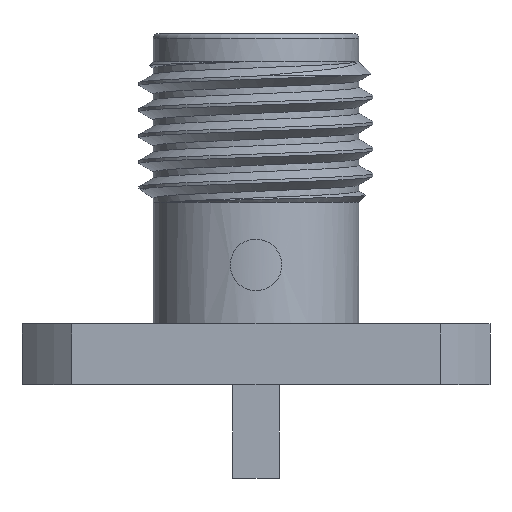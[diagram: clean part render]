
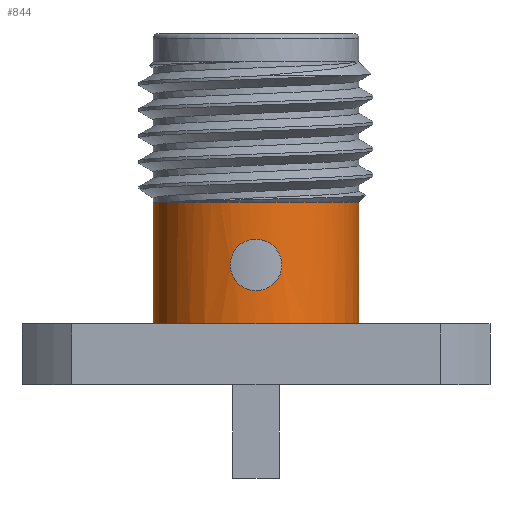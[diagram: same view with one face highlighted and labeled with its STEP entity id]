
A CAD part, front view. The second image highlights one B-rep face of the part: STEP entity #844.
In plain terms, the highlighted cylindrical face has radius 2.791 mm (diameter 5.582 mm), a partial arc.
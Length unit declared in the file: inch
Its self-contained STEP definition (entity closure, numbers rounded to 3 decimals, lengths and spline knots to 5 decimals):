
#58 = CARTESIAN_POINT ( 'NONE',  ( -0.10988, 0., 0.13 ) ) ;
#147 = VERTEX_POINT ( 'NONE', #4183 ) ;
#206 = ORIENTED_EDGE ( 'NONE', *, *, #1102, .T. ) ;
#227 = CARTESIAN_POINT ( 'NONE',  ( 0.07117, -0.08458, 0.13 ) ) ;
#246 = CARTESIAN_POINT ( 'NONE',  ( 0.01718, -0.1092, 0.13 ) ) ;
#291 = CARTESIAN_POINT ( 'NONE',  ( -0.09487, -0.05545, 0.13 ) ) ;
#385 = CARTESIAN_POINT ( 'NONE',  ( 0., -0.10989, 0.03548 ) ) ;
#434 = EDGE_CURVE ( 'NONE', #1037, #1283, #1815, .T. ) ;
#441 = FACE_OUTER_BOUND ( 'NONE', #3924, .T. ) ;
#506 = CARTESIAN_POINT ( 'NONE',  ( 0.08, -0.07628, 0.13 ) ) ;
#547 = CARTESIAN_POINT ( 'NONE',  ( 0.10989, 0., 0.13 ) ) ;
#571 = CARTESIAN_POINT ( 'NONE',  ( -0.09487, -0.05545, 0.13 ) ) ;
#648 = CARTESIAN_POINT ( 'NONE',  ( -0.02752, -0.10639, 0.07019 ) ) ;
#695 = CARTESIAN_POINT ( 'NONE',  ( -0.00001, -0.10989, 0.09052 ) ) ;
#697 = VERTEX_POINT ( 'NONE', #944 ) ;
#700 = CARTESIAN_POINT ( 'NONE',  ( 0.01691, -0.10861, 0.08501 ) ) ;
#774 = DIRECTION ( 'NONE',  ( 0., 0., 1. ) ) ;
#818 = CARTESIAN_POINT ( 'NONE',  ( -0.10989, 0., -0.02 ) ) ;
#823 = CARTESIAN_POINT ( 'NONE',  ( -0.09487, -0.05545, 0.13 ) ) ;
#844 = ADVANCED_FACE ( 'NONE', ( #441, #3677 ), #3654, .T. ) ;
#876 = CARTESIAN_POINT ( 'NONE',  ( -0.10989, 0., 0. ) ) ;
#879 = DIRECTION ( 'NONE',  ( 0., 0., 1. ) ) ;
#934 = ORIENTED_EDGE ( 'NONE', *, *, #1593, .T. ) ;
#944 = CARTESIAN_POINT ( 'NONE',  ( -0.10988, 0., 0.13 ) ) ;
#947 = CARTESIAN_POINT ( 'NONE',  ( -0.01691, -0.10861, 0.08501 ) ) ;
#967 = CARTESIAN_POINT ( 'NONE',  ( -0.09986, -0.04689, 0.12997 ) ) ;
#1015 = CARTESIAN_POINT ( 'NONE',  ( -0.01389, -0.10906, 0.03897 ) ) ;
#1037 = VERTEX_POINT ( 'NONE', #2790 ) ;
#1102 = EDGE_CURVE ( 'NONE', #4109, #1037, #1607, .T. ) ;
#1191 = CARTESIAN_POINT ( 'NONE',  ( 0., 0., 0. ) ) ;
#1214 = CARTESIAN_POINT ( 'NONE',  ( 0.10989, 0., -0.02 ) ) ;
#1263 = CARTESIAN_POINT ( 'NONE',  ( -0.02452, -0.10724, 0.0486 ) ) ;
#1268 = CARTESIAN_POINT ( 'NONE',  ( 0.02752, -0.10639, 0.07028 ) ) ;
#1283 = VERTEX_POINT ( 'NONE', #1974 ) ;
#1328 = CARTESIAN_POINT ( 'NONE',  ( -0.02456, -0.10723, 0.07736 ) ) ;
#1332 = CARTESIAN_POINT ( 'NONE',  ( 0.0073, -0.10989, 0.03548 ) ) ;
#1391 = DIRECTION ( 'NONE',  ( 1., 0., 0. ) ) ;
#1416 = CARTESIAN_POINT ( 'NONE',  ( 0., 0., -0.02 ) ) ;
#1438 = EDGE_CURVE ( 'NONE', #3337, #1283, #1615, .T. ) ;
#1487 = ORIENTED_EDGE ( 'NONE', *, *, #1887, .F. ) ;
#1585 = CARTESIAN_POINT ( 'NONE',  ( -0.10369, -0.03765, 0.12994 ) ) ;
#1593 = EDGE_CURVE ( 'NONE', #1600, #147, #2912, .T. ) ;
#1600 = VERTEX_POINT ( 'NONE', #3623 ) ;
#1607 = CIRCLE ( 'NONE', #1680, 0.10989 ) ;
#1615 = B_SPLINE_CURVE_WITH_KNOTS ( 'NONE', 3,
 ( #823, #2444, #1846, #3805, #2147, #4147, #1805, #2128, #246, #3077, #4104, #227, #506, #3425, #3722, #3157, #2480, #547 ),
 .UNSPECIFIED., .F., .F.,
 ( 4, 2, 2, 2, 2, 2, 2, 2, 4 ),
 ( 0., 0.06931, 0.13863, 0.20794, 0.27726, 0.34657, 0.41588, 0.4852, 0.55451 ),
 .UNSPECIFIED. ) ;
#1652 = CARTESIAN_POINT ( 'NONE',  ( 0., -0.10989, 0.03548 ) ) ;
#1680 = AXIS2_PLACEMENT_3D ( 'NONE', #1191, #879, #1797 ) ;
#1702 = CARTESIAN_POINT ( 'NONE',  ( -0.00001, -0.10989, 0.09052 ) ) ;
#1797 = DIRECTION ( 'NONE',  ( -1., 0., 0. ) ) ;
#1805 = CARTESIAN_POINT ( 'NONE',  ( -0.01876, -0.10893, 0.13 ) ) ;
#1815 = LINE ( 'NONE', #1214, #2693 ) ;
#1846 = CARTESIAN_POINT ( 'NONE',  ( -0.0811, -0.07511, 0.13 ) ) ;
#1855 = EDGE_CURVE ( 'NONE', #147, #1600, #2968, .T. ) ;
#1887 = EDGE_CURVE ( 'NONE', #697, #3337, #2011, .T. ) ;
#1974 = CARTESIAN_POINT ( 'NONE',  ( 0.10989, 0., 0.13 ) ) ;
#1982 = CARTESIAN_POINT ( 'NONE',  ( -0.00724, -0.1097, 0.08979 ) ) ;
#1987 = CARTESIAN_POINT ( 'NONE',  ( 0.02452, -0.10724, 0.04861 ) ) ;
#2011 = B_SPLINE_CURVE_WITH_KNOTS ( 'NONE', 3,
 ( #58, #2588, #3203, #1585, #967, #291 ),
 .UNSPECIFIED., .F., .F.,
 ( 4, 2, 4 ),
 ( 0.66343, 0.83172, 1. ),
 .UNSPECIFIED. ) ;
#2128 = CARTESIAN_POINT ( 'NONE',  ( 0.00512, -0.11042, 0.13 ) ) ;
#2147 = CARTESIAN_POINT ( 'NONE',  ( -0.05271, -0.09716, 0.13 ) ) ;
#2302 = CARTESIAN_POINT ( 'NONE',  ( 0.02452, -0.10724, 0.0774 ) ) ;
#2320 = CARTESIAN_POINT ( 'NONE',  ( -0.00361, -0.10989, 0.09052 ) ) ;
#2354 = EDGE_LOOP ( 'NONE', ( #3114, #934 ) ) ;
#2444 = CARTESIAN_POINT ( 'NONE',  ( -0.08883, -0.06578, 0.13 ) ) ;
#2480 = CARTESIAN_POINT ( 'NONE',  ( 0.10989, -0.01196, 0.13 ) ) ;
#2487 = ORIENTED_EDGE ( 'NONE', *, *, #3003, .F. ) ;
#2491 = DIRECTION ( 'NONE',  ( 0., 0., 1. ) ) ;
#2588 = CARTESIAN_POINT ( 'NONE',  ( -0.10988, -0.00925, 0.12995 ) ) ;
#2608 = CARTESIAN_POINT ( 'NONE',  ( -0.00723, -0.1097, 0.03621 ) ) ;
#2691 = LINE ( 'NONE', #818, #3388 ) ;
#2693 = VECTOR ( 'NONE', #2491, 39.37008 ) ;
#2751 = ORIENTED_EDGE ( 'NONE', *, *, #1438, .F. ) ;
#2790 = CARTESIAN_POINT ( 'NONE',  ( 0.10989, 0., 0. ) ) ;
#2912 = B_SPLINE_CURVE_WITH_KNOTS ( 'NONE', 3,
 ( #1702, #3561, #3898, #2929, #700, #2302, #1268, #3230, #1987, #4216, #1332, #385 ),
 .UNSPECIFIED., .F., .F.,
 ( 4, 2, 2, 2, 2, 4 ),
 ( 0.00219, 0.00247, 0.00274, 0.00329, 0.00384, 0.00439 ),
 .UNSPECIFIED. ) ;
#2929 = CARTESIAN_POINT ( 'NONE',  ( 0.01386, -0.10906, 0.08705 ) ) ;
#2968 = B_SPLINE_CURVE_WITH_KNOTS ( 'NONE', 3,
 ( #1652, #3599, #2608, #1015, #3636, #1263, #3962, #648, #1328, #947, #3618, #1982, #2320, #695 ),
 .UNSPECIFIED., .F., .F.,
 ( 4, 2, 2, 2, 2, 2, 4 ),
 ( 0., 0.00027, 0.00055, 0.0011, 0.00165, 0.00192, 0.00219 ),
 .UNSPECIFIED. ) ;
#3003 = EDGE_CURVE ( 'NONE', #4109, #697, #2691, .T. ) ;
#3077 = CARTESIAN_POINT ( 'NONE',  ( 0.04027, -0.10294, 0.13 ) ) ;
#3114 = ORIENTED_EDGE ( 'NONE', *, *, #1855, .T. ) ;
#3157 = CARTESIAN_POINT ( 'NONE',  ( 0.10792, -0.02392, 0.13 ) ) ;
#3203 = CARTESIAN_POINT ( 'NONE',  ( -0.10869, -0.01882, 0.12993 ) ) ;
#3230 = CARTESIAN_POINT ( 'NONE',  ( 0.02752, -0.10639, 0.05575 ) ) ;
#3337 = VERTEX_POINT ( 'NONE', #571 ) ;
#3388 = VECTOR ( 'NONE', #4039, 39.37008 ) ;
#3425 = CARTESIAN_POINT ( 'NONE',  ( 0.09454, -0.05728, 0.13 ) ) ;
#3452 = AXIS2_PLACEMENT_3D ( 'NONE', #1416, #774, #1391 ) ;
#3561 = CARTESIAN_POINT ( 'NONE',  ( 0.00359, -0.10989, 0.09052 ) ) ;
#3599 = CARTESIAN_POINT ( 'NONE',  ( -0.00365, -0.10989, 0.03548 ) ) ;
#3618 = CARTESIAN_POINT ( 'NONE',  ( -0.01388, -0.10906, 0.08703 ) ) ;
#3623 = CARTESIAN_POINT ( 'NONE',  ( -0.00001, -0.10989, 0.09052 ) ) ;
#3636 = CARTESIAN_POINT ( 'NONE',  ( -0.01694, -0.10861, 0.04102 ) ) ;
#3654 = CYLINDRICAL_SURFACE ( 'NONE', #3452, 0.10989 ) ;
#3677 = FACE_BOUND ( 'NONE', #2354, .T. ) ;
#3722 = CARTESIAN_POINT ( 'NONE',  ( 0.10024, -0.04658, 0.13 ) ) ;
#3805 = CARTESIAN_POINT ( 'NONE',  ( -0.06304, -0.0908, 0.13 ) ) ;
#3895 = ORIENTED_EDGE ( 'NONE', *, *, #434, .T. ) ;
#3898 = CARTESIAN_POINT ( 'NONE',  ( 0.00722, -0.1097, 0.0898 ) ) ;
#3924 = EDGE_LOOP ( 'NONE', ( #2487, #206, #3895, #2751, #1487 ) ) ;
#3962 = CARTESIAN_POINT ( 'NONE',  ( -0.02752, -0.10639, 0.05577 ) ) ;
#4039 = DIRECTION ( 'NONE',  ( 0., 0., 1. ) ) ;
#4104 = CARTESIAN_POINT ( 'NONE',  ( 0.0513, -0.09791, 0.13 ) ) ;
#4109 = VERTEX_POINT ( 'NONE', #876 ) ;
#4147 = CARTESIAN_POINT ( 'NONE',  ( -0.03057, -0.10623, 0.13 ) ) ;
#4183 = CARTESIAN_POINT ( 'NONE',  ( 0., -0.10989, 0.03548 ) ) ;
#4216 = CARTESIAN_POINT ( 'NONE',  ( 0.01442, -0.10906, 0.0385 ) ) ;
